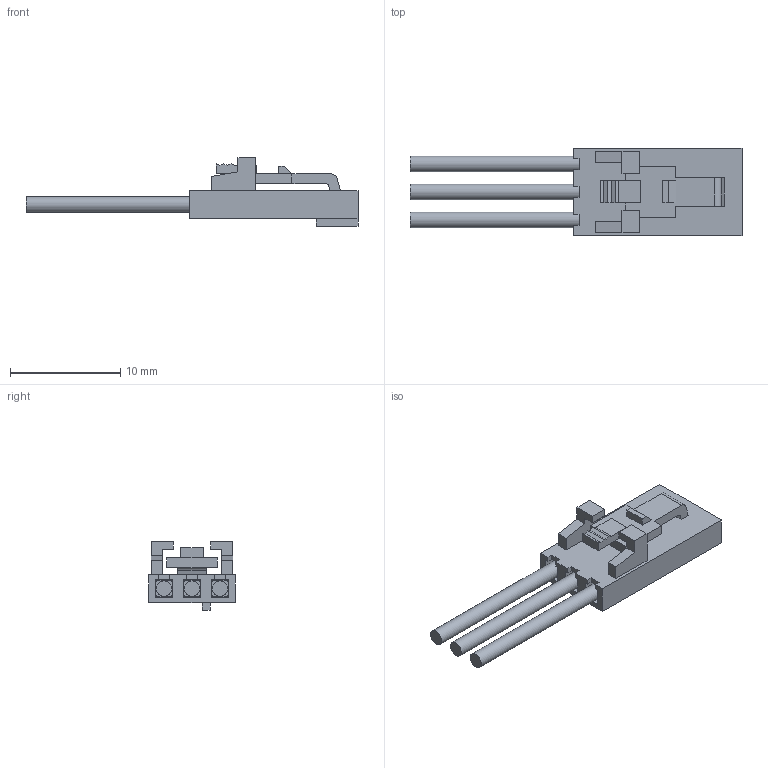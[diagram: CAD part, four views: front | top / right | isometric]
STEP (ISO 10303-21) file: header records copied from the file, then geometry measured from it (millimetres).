
FILE_DESCRIPTION(('FreeCAD Model'),'2;1');
FILE_NAME('3pin-buckled-female-2.54mm-connector.step','2017-04-03T22:11:57',(''),(''), 'Open CASCADE STEP processor 6.8','FreeCAD','Unknown');
FILE_SCHEMA(('AUTOMOTIVE_DESIGN_CC2 { 1 2 10303 214 -1 1 5 4 }'));
Length unit declared in the file: millimetre
Products named in the file (6): ASSEMBLY; Connector; pins; vcc-wire; vcc-signal; wire-gnd
Assembly tree (5 placements, depth 2):
  ASSEMBLY
    Connector
    pins
    vcc-wire
    vcc-signal
    wire-gnd
Bounding box: 30.15 x 7.9 x 6.24 mm (x, y, z)
Volume: 372.1 mm3; surface area: 1366.6 mm2
Topology: 7 solids, 7 shells, 220 faces, 613 edges, 406 vertices
Faces by surface type: plane 197, cylinder 23
Full cylindrical faces by diameter (mm): 1.4 x3
Entity records: 15018 total; most frequent: CARTESIAN_POINT 2846, DIRECTION 2104, LINE 1534, VECTOR 1534, ORIENTED_EDGE 1226, PCURVE 1226, DEFINITIONAL_REPRESENTATION 1226, EDGE_CURVE 613
